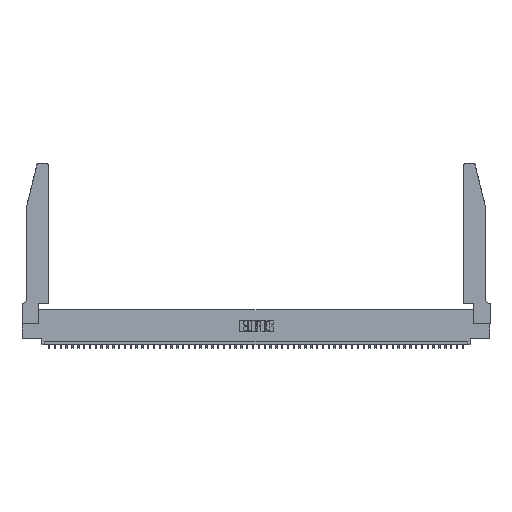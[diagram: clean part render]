
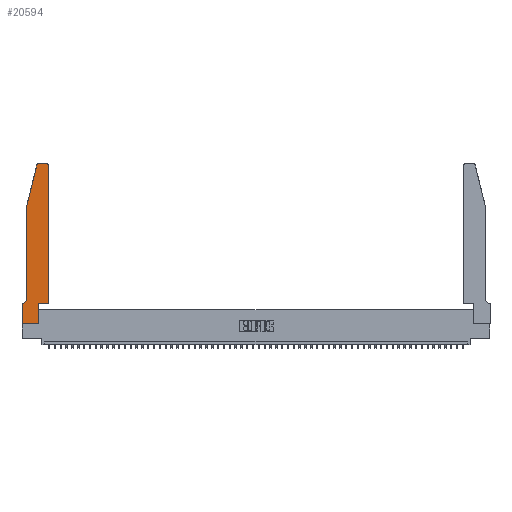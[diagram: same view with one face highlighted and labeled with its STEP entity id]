
A CAD part, top view. The second image highlights one B-rep face of the part: STEP entity #20594.
In plain terms, the highlighted planar face has unit normal (0, 0, 1).
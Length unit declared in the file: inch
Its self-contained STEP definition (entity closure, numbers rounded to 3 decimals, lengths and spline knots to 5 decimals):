
#146 = CARTESIAN_POINT ( 'NONE',  ( 0.0755, 2., 0.37 ) ) ;
#685 = CARTESIAN_POINT ( 'NONE',  ( 0.25487, 2.72718, 0.37 ) ) ;
#800 = VERTEX_POINT ( 'NONE', #8541 ) ;
#2426 = EDGE_LOOP ( 'NONE', ( #6046, #8224, #44807, #17002, #6333, #14397, #51214, #17308, #50319, #39246, #10335, #17742 ) ) ;
#3118 = VERTEX_POINT ( 'NONE', #25903 ) ;
#3871 = VERTEX_POINT ( 'NONE', #31742 ) ;
#5877 = DIRECTION ( 'NONE',  ( 0., 1., 0. ) ) ;
#6046 = ORIENTED_EDGE ( 'NONE', *, *, #27854, .T. ) ;
#6333 = ORIENTED_EDGE ( 'NONE', *, *, #27769, .T. ) ;
#6698 = VECTOR ( 'NONE', #25830, 39.37008 ) ;
#7346 = VERTEX_POINT ( 'NONE', #685 ) ;
#8131 = CARTESIAN_POINT ( 'NONE',  ( 0.2865, 0.35, 0.37 ) ) ;
#8224 = ORIENTED_EDGE ( 'NONE', *, *, #46558, .T. ) ;
#8541 = CARTESIAN_POINT ( 'NONE',  ( 0.284, 2.75, 0.37 ) ) ;
#9806 = LINE ( 'NONE', #51798, #27753 ) ;
#10049 = CARTESIAN_POINT ( 'NONE',  ( 0.4505, 0.35, 0.37 ) ) ;
#10335 = ORIENTED_EDGE ( 'NONE', *, *, #51284, .T. ) ;
#11787 = CARTESIAN_POINT ( 'NONE',  ( 0.4505, 0.35, 0.37 ) ) ;
#12650 = DIRECTION ( 'NONE',  ( -0.239, -0.971, 0. ) ) ;
#12711 = LINE ( 'NONE', #32905, #15367 ) ;
#12743 = LINE ( 'NONE', #31089, #14734 ) ;
#13501 = DIRECTION ( 'NONE',  ( 0., -1., 0. ) ) ;
#14397 = ORIENTED_EDGE ( 'NONE', *, *, #20994, .T. ) ;
#14734 = VECTOR ( 'NONE', #13501, 39.37008 ) ;
#15078 = DIRECTION ( 'NONE',  ( 1., 0., 0. ) ) ;
#15283 = PLANE ( 'NONE',  #29183 ) ;
#15310 = CIRCLE ( 'NONE', #27624, 0.03 ) ;
#15367 = VECTOR ( 'NONE', #37381, 39.37008 ) ;
#15703 = VERTEX_POINT ( 'NONE', #54780 ) ;
#16613 = LINE ( 'NONE', #21204, #32594 ) ;
#16718 = LINE ( 'NONE', #11787, #51866 ) ;
#17002 = ORIENTED_EDGE ( 'NONE', *, *, #25184, .T. ) ;
#17308 = ORIENTED_EDGE ( 'NONE', *, *, #32938, .T. ) ;
#17742 = ORIENTED_EDGE ( 'NONE', *, *, #28252, .T. ) ;
#18005 = VERTEX_POINT ( 'NONE', #10049 ) ;
#18568 = CARTESIAN_POINT ( 'NONE',  ( 0., 0., 0.37 ) ) ;
#19270 = EDGE_CURVE ( 'NONE', #19527, #18005, #16718, .T. ) ;
#19527 = VERTEX_POINT ( 'NONE', #8131 ) ;
#20594 = ADVANCED_FACE ( 'NONE', ( #35125 ), #15283, .T. ) ;
#20994 = EDGE_CURVE ( 'NONE', #42846, #38029, #9806, .T. ) ;
#21204 = CARTESIAN_POINT ( 'NONE',  ( 0.2865, 0.35, 0.37 ) ) ;
#21638 = CARTESIAN_POINT ( 'NONE',  ( 0., 0., 0.37 ) ) ;
#22006 = CIRCLE ( 'NONE', #22996, 0.07 ) ;
#22996 = AXIS2_PLACEMENT_3D ( 'NONE', #36274, #27367, #27746 ) ;
#23111 = LINE ( 'NONE', #36355, #27102 ) ;
#23224 = EDGE_CURVE ( 'NONE', #7346, #3871, #28191, .T. ) ;
#23625 = VERTEX_POINT ( 'NONE', #50271 ) ;
#23630 = CIRCLE ( 'NONE', #34170, 0.03 ) ;
#24626 = CARTESIAN_POINT ( 'NONE',  ( 0.0755, 0.42, 0.37 ) ) ;
#25184 = EDGE_CURVE ( 'NONE', #3871, #45098, #29311, .T. ) ;
#25830 = DIRECTION ( 'NONE',  ( 0., -1., 0. ) ) ;
#25903 = CARTESIAN_POINT ( 'NONE',  ( 0.2865, 0., 0.37 ) ) ;
#27102 = VECTOR ( 'NONE', #5877, 39.37008 ) ;
#27129 = CARTESIAN_POINT ( 'NONE',  ( 0.4205, 2.72, 0.37 ) ) ;
#27333 = CARTESIAN_POINT ( 'NONE',  ( 0., 0.35, 0.37 ) ) ;
#27367 = DIRECTION ( 'NONE',  ( 0., 0., -1. ) ) ;
#27624 = AXIS2_PLACEMENT_3D ( 'NONE', #27129, #47935, #40114 ) ;
#27746 = DIRECTION ( 'NONE',  ( -1., 0., 0. ) ) ;
#27753 = VECTOR ( 'NONE', #47719, 39.37008 ) ;
#27769 = EDGE_CURVE ( 'NONE', #45098, #42846, #22006, .T. ) ;
#27854 = EDGE_CURVE ( 'NONE', #23625, #800, #12711, .T. ) ;
#28094 = EDGE_CURVE ( 'NONE', #3118, #19527, #16613, .T. ) ;
#28191 = LINE ( 'NONE', #33603, #40832 ) ;
#28252 = EDGE_CURVE ( 'NONE', #15703, #23625, #15310, .T. ) ;
#29183 = AXIS2_PLACEMENT_3D ( 'NONE', #27333, #31585, #15078 ) ;
#29311 = LINE ( 'NONE', #146, #6698 ) ;
#30650 = DIRECTION ( 'NONE',  ( 0., 1., 0. ) ) ;
#31089 = CARTESIAN_POINT ( 'NONE',  ( 0., 0., 0.37 ) ) ;
#31585 = DIRECTION ( 'NONE',  ( 0., 0., 1. ) ) ;
#31742 = CARTESIAN_POINT ( 'NONE',  ( 0.0755, 2., 0.37 ) ) ;
#31887 = VERTEX_POINT ( 'NONE', #18568 ) ;
#32466 = CARTESIAN_POINT ( 'NONE',  ( 0.0055, 0.35, 0.37 ) ) ;
#32594 = VECTOR ( 'NONE', #30650, 39.37008 ) ;
#32905 = CARTESIAN_POINT ( 'NONE',  ( 0.2605, 2.75, 0.37 ) ) ;
#32938 = EDGE_CURVE ( 'NONE', #31887, #3118, #34719, .T. ) ;
#33603 = CARTESIAN_POINT ( 'NONE',  ( 0.0755, 2., 0.37 ) ) ;
#34170 = AXIS2_PLACEMENT_3D ( 'NONE', #42374, #45731, #37571 ) ;
#34719 = LINE ( 'NONE', #21638, #40012 ) ;
#35125 = FACE_OUTER_BOUND ( 'NONE', #2426, .T. ) ;
#36274 = CARTESIAN_POINT ( 'NONE',  ( 0.0055, 0.42, 0.37 ) ) ;
#36355 = CARTESIAN_POINT ( 'NONE',  ( 0.4505, 0.35, 0.37 ) ) ;
#37014 = DIRECTION ( 'NONE',  ( 1., 0., 0. ) ) ;
#37381 = DIRECTION ( 'NONE',  ( -1., 0., 0. ) ) ;
#37571 = DIRECTION ( 'NONE',  ( 1., 0., 0. ) ) ;
#38029 = VERTEX_POINT ( 'NONE', #49704 ) ;
#38377 = DIRECTION ( 'NONE',  ( 1., 0., 0. ) ) ;
#39246 = ORIENTED_EDGE ( 'NONE', *, *, #19270, .T. ) ;
#40012 = VECTOR ( 'NONE', #38377, 39.37008 ) ;
#40114 = DIRECTION ( 'NONE',  ( 1., 0., 0. ) ) ;
#40209 = EDGE_CURVE ( 'NONE', #38029, #31887, #12743, .T. ) ;
#40832 = VECTOR ( 'NONE', #12650, 39.37008 ) ;
#42374 = CARTESIAN_POINT ( 'NONE',  ( 0.284, 2.72, 0.37 ) ) ;
#42846 = VERTEX_POINT ( 'NONE', #32466 ) ;
#44807 = ORIENTED_EDGE ( 'NONE', *, *, #23224, .T. ) ;
#45098 = VERTEX_POINT ( 'NONE', #24626 ) ;
#45731 = DIRECTION ( 'NONE',  ( 0., 0., 1. ) ) ;
#46558 = EDGE_CURVE ( 'NONE', #800, #7346, #23630, .T. ) ;
#47719 = DIRECTION ( 'NONE',  ( -1., 0., 0. ) ) ;
#47935 = DIRECTION ( 'NONE',  ( 0., 0., 1. ) ) ;
#49704 = CARTESIAN_POINT ( 'NONE',  ( 0., 0.35, 0.37 ) ) ;
#50271 = CARTESIAN_POINT ( 'NONE',  ( 0.4205, 2.75, 0.37 ) ) ;
#50319 = ORIENTED_EDGE ( 'NONE', *, *, #28094, .T. ) ;
#51214 = ORIENTED_EDGE ( 'NONE', *, *, #40209, .T. ) ;
#51284 = EDGE_CURVE ( 'NONE', #18005, #15703, #23111, .T. ) ;
#51798 = CARTESIAN_POINT ( 'NONE',  ( 0.0755, 0.35, 0.37 ) ) ;
#51866 = VECTOR ( 'NONE', #37014, 39.37008 ) ;
#54780 = CARTESIAN_POINT ( 'NONE',  ( 0.4505, 2.72, 0.37 ) ) ;
